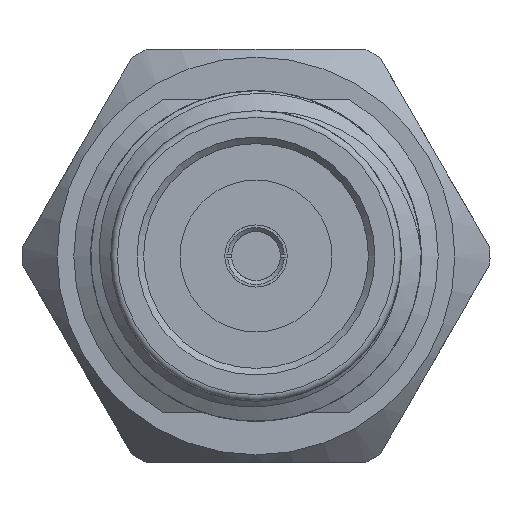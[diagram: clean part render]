
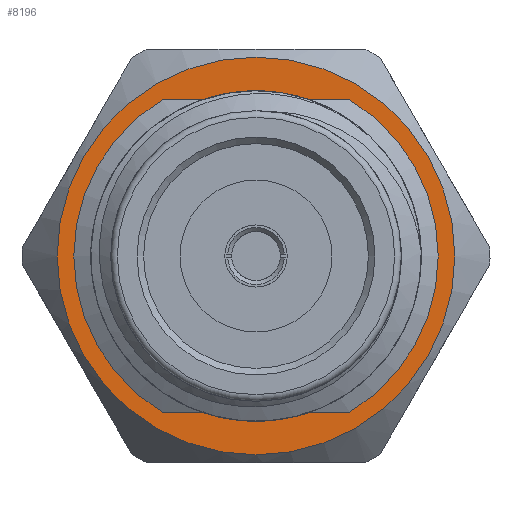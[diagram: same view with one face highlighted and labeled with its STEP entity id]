
A CAD part, left-side view. The second image highlights one B-rep face of the part: STEP entity #8196.
In plain terms, the highlighted planar face has unit normal (-1, 0, 0).
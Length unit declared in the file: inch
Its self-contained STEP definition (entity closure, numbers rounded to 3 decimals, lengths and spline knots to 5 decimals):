
#97 = CARTESIAN_POINT ( 'NONE',  ( 0.43307, 0., 0. ) ) ;
#114 = PLANE ( 'NONE',  #5676 ) ;
#159 = DIRECTION ( 'NONE',  ( 1., 0., 0. ) ) ;
#527 = AXIS2_PLACEMENT_3D ( 'NONE', #7393, #6807, #2847 ) ;
#548 = CARTESIAN_POINT ( 'NONE',  ( 0.43307, 0.03781, -0.11811 ) ) ;
#757 = ORIENTED_EDGE ( 'NONE', *, *, #3216, .F. ) ;
#808 = VECTOR ( 'NONE', #7674, 39.37008 ) ;
#1032 = EDGE_CURVE ( 'NONE', #3848, #3848, #5818, .T. ) ;
#1224 = LINE ( 'NONE', #3818, #808 ) ;
#1479 = ORIENTED_EDGE ( 'NONE', *, *, #2022, .F. ) ;
#1893 = CARTESIAN_POINT ( 'NONE',  ( 0.43307, -0.03781, 0.11811 ) ) ;
#2022 = EDGE_CURVE ( 'NONE', #5054, #2571, #1224, .T. ) ;
#2098 = EDGE_CURVE ( 'NONE', #3748, #5054, #5942, .T. ) ;
#2428 = DIRECTION ( 'NONE',  ( 0., -1., 0. ) ) ;
#2514 = CARTESIAN_POINT ( 'NONE',  ( 0.43307, 0.03781, -0.11811 ) ) ;
#2571 = VERTEX_POINT ( 'NONE', #4518 ) ;
#2679 = CARTESIAN_POINT ( 'NONE',  ( 0.43307, -0.03781, -0.11811 ) ) ;
#2808 = EDGE_LOOP ( 'NONE', ( #3542 ) ) ;
#2847 = DIRECTION ( 'NONE',  ( 0., 0., -1. ) ) ;
#3186 = EDGE_LOOP ( 'NONE', ( #757, #6550, #1479, #4949 ) ) ;
#3216 = EDGE_CURVE ( 'NONE', #3892, #3748, #5722, .T. ) ;
#3381 = DIRECTION ( 'NONE',  ( -1., 0., 0. ) ) ;
#3542 = ORIENTED_EDGE ( 'NONE', *, *, #1032, .F. ) ;
#3748 = VERTEX_POINT ( 'NONE', #2679 ) ;
#3818 = CARTESIAN_POINT ( 'NONE',  ( 0.43307, -0.03781, 0.11811 ) ) ;
#3848 = VERTEX_POINT ( 'NONE', #6449 ) ;
#3892 = VERTEX_POINT ( 'NONE', #548 ) ;
#4518 = CARTESIAN_POINT ( 'NONE',  ( 0.43307, 0.03781, 0.11811 ) ) ;
#4557 = EDGE_CURVE ( 'NONE', #2571, #3892, #6877, .T. ) ;
#4648 = CARTESIAN_POINT ( 'NONE',  ( 0.43307, -0.11719, -0.06766 ) ) ;
#4742 = AXIS2_PLACEMENT_3D ( 'NONE', #97, #7113, #5260 ) ;
#4769 = CARTESIAN_POINT ( 'NONE',  ( 0.43307, 0., 0. ) ) ;
#4771 = FACE_BOUND ( 'NONE', #3186, .T. ) ;
#4949 = ORIENTED_EDGE ( 'NONE', *, *, #2098, .F. ) ;
#5054 = VERTEX_POINT ( 'NONE', #1893 ) ;
#5260 = DIRECTION ( 'NONE',  ( 0., -0.5, 0.866 ) ) ;
#5676 = AXIS2_PLACEMENT_3D ( 'NONE', #4648, #159, #6707 ) ;
#5722 = LINE ( 'NONE', #2514, #8216 ) ;
#5818 = CIRCLE ( 'NONE', #4742, 0.15042 ) ;
#5942 = CIRCLE ( 'NONE', #6071, 0.12402 ) ;
#5997 = FACE_OUTER_BOUND ( 'NONE', #2808, .T. ) ;
#6071 = AXIS2_PLACEMENT_3D ( 'NONE', #4769, #3381, #7962 ) ;
#6449 = CARTESIAN_POINT ( 'NONE',  ( 0.43307, -0.07521, 0.13027 ) ) ;
#6550 = ORIENTED_EDGE ( 'NONE', *, *, #4557, .F. ) ;
#6707 = DIRECTION ( 'NONE',  ( 0., 1., 0. ) ) ;
#6807 = DIRECTION ( 'NONE',  ( -1., 0., 0. ) ) ;
#6877 = CIRCLE ( 'NONE', #527, 0.12402 ) ;
#7113 = DIRECTION ( 'NONE',  ( 1., 0., 0. ) ) ;
#7393 = CARTESIAN_POINT ( 'NONE',  ( 0.43307, 0., 0. ) ) ;
#7674 = DIRECTION ( 'NONE',  ( 0., 1., 0. ) ) ;
#7962 = DIRECTION ( 'NONE',  ( 0., 0., -1. ) ) ;
#8196 = ADVANCED_FACE ( 'NONE', ( #4771, #5997 ), #114, .F. ) ;
#8216 = VECTOR ( 'NONE', #2428, 39.37008 ) ;
